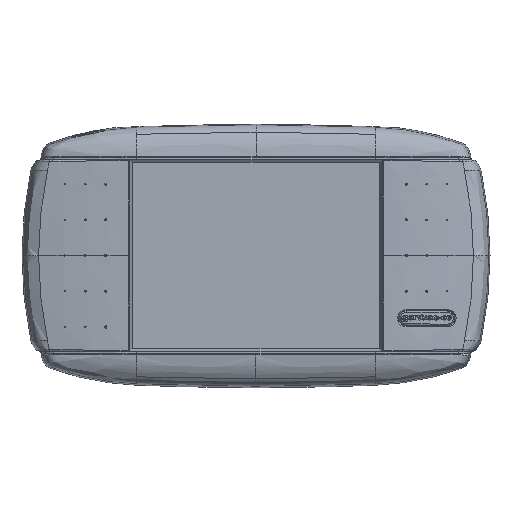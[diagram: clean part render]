
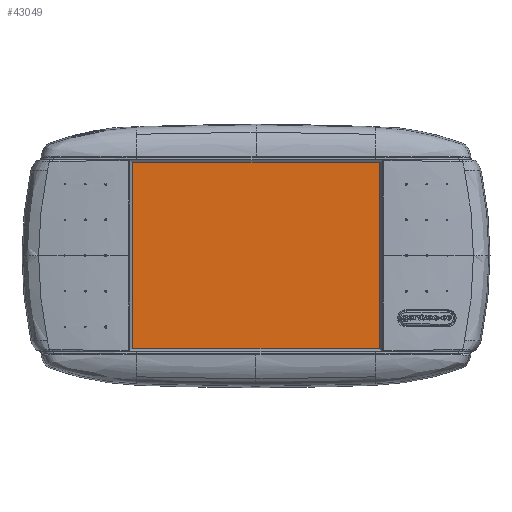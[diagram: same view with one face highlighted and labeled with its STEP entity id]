
A CAD part, top view. The second image highlights one B-rep face of the part: STEP entity #43049.
In plain terms, the highlighted planar face has unit normal (0, 0, 1).
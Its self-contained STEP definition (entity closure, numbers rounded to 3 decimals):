
#3236 = ORIENTED_EDGE ( 'NONE', *, *, #123376, .T. ) ;
#8428 = ORIENTED_EDGE ( 'NONE', *, *, #128317, .F. ) ;
#10760 = VERTEX_POINT ( 'NONE', #21944 ) ;
#11685 = VECTOR ( 'NONE', #87785, 1000. ) ;
#20390 = EDGE_CURVE ( 'NONE', #109559, #156270, #78028, .T. ) ;
#21944 = CARTESIAN_POINT ( 'NONE',  ( 26.041, 85.506, 10.813 ) ) ;
#22076 = CARTESIAN_POINT ( 'NONE',  ( 26.028, -14.494, 10.813 ) ) ;
#22127 = DIRECTION ( 'NONE',  ( 0., 0., 1. ) ) ;
#25680 = CARTESIAN_POINT ( 'NONE',  ( 152.528, -14.198, 10.813 ) ) ;
#29138 = LINE ( 'NONE', #79120, #157864 ) ;
#32238 = DIRECTION ( 'NONE',  ( 1., 0., 0. ) ) ;
#39752 = VECTOR ( 'NONE', #147481, 1000. ) ;
#40763 = VERTEX_POINT ( 'NONE', #93647 ) ;
#43049 = ADVANCED_FACE ( 'NONE', ( #69197 ), #108292, .T. ) ;
#48066 = ORIENTED_EDGE ( 'NONE', *, *, #20390, .F. ) ;
#51596 = CARTESIAN_POINT ( 'NONE',  ( 26.028, -14.182, 10.813 ) ) ;
#64109 = DIRECTION ( 'NONE',  ( 0., -1., 0. ) ) ;
#67731 = ORIENTED_EDGE ( 'NONE', *, *, #139057, .T. ) ;
#69197 = FACE_OUTER_BOUND ( 'NONE', #99203, .T. ) ;
#69515 = LINE ( 'NONE', #51596, #135830 ) ;
#72893 = LINE ( 'NONE', #22076, #39752 ) ;
#78028 = LINE ( 'NONE', #25680, #11685 ) ;
#79120 = CARTESIAN_POINT ( 'NONE',  ( 26.041, 85.506, 10.813 ) ) ;
#79631 = CARTESIAN_POINT ( 'NONE',  ( 152.541, 85.49, 10.813 ) ) ;
#87785 = DIRECTION ( 'NONE',  ( 0., -1., 0. ) ) ;
#93647 = CARTESIAN_POINT ( 'NONE',  ( 26.028, -14.494, 10.813 ) ) ;
#96774 = CARTESIAN_POINT ( 'NONE',  ( 26.028, -14.182, 10.813 ) ) ;
#99203 = EDGE_LOOP ( 'NONE', ( #48066, #8428, #67731, #3236 ) ) ;
#108292 = PLANE ( 'NONE',  #161758 ) ;
#109378 = DIRECTION ( 'NONE',  ( 1., 0., 0. ) ) ;
#109559 = VERTEX_POINT ( 'NONE', #79631 ) ;
#122436 = CARTESIAN_POINT ( 'NONE',  ( 152.528, -14.51, 10.813 ) ) ;
#123376 = EDGE_CURVE ( 'NONE', #40763, #156270, #72893, .T. ) ;
#128317 = EDGE_CURVE ( 'NONE', #10760, #109559, #29138, .T. ) ;
#135830 = VECTOR ( 'NONE', #64109, 1000. ) ;
#139057 = EDGE_CURVE ( 'NONE', #10760, #40763, #69515, .T. ) ;
#147481 = DIRECTION ( 'NONE',  ( 1., 0., 0. ) ) ;
#156270 = VERTEX_POINT ( 'NONE', #122436 ) ;
#157864 = VECTOR ( 'NONE', #32238, 1000. ) ;
#161758 = AXIS2_PLACEMENT_3D ( 'NONE', #96774, #22127, #109378 ) ;
